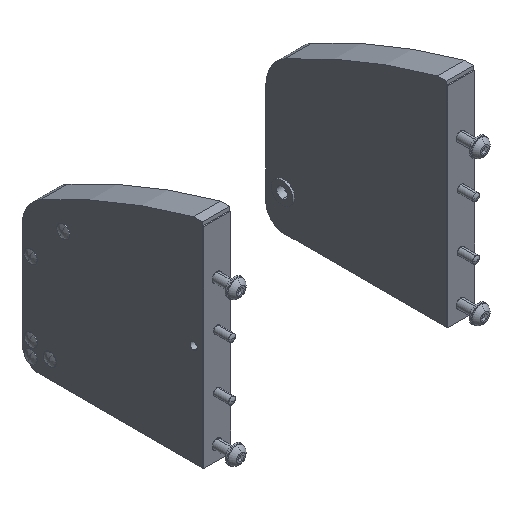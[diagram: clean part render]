
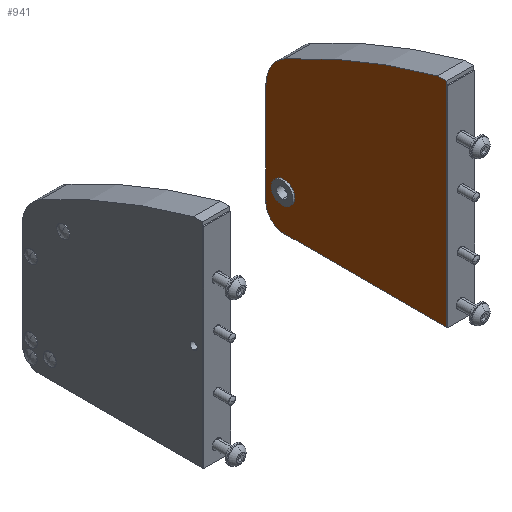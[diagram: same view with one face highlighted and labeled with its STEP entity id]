
A CAD part, isometric view. The second image highlights one B-rep face of the part: STEP entity #941.
In plain terms, the highlighted face is planar.
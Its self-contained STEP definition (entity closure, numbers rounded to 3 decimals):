
#64 = CARTESIAN_POINT ( 'NONE',  ( -85., -50.6, -7.5 ) ) ;
#101 = DIRECTION ( 'NONE',  ( 1., 0., 0. ) ) ;
#128 = CARTESIAN_POINT ( 'NONE',  ( -33.31, 50., -7.5 ) ) ;
#148 = EDGE_CURVE ( 'NONE', #3302, #4646, #962, .T. ) ;
#201 = CARTESIAN_POINT ( 'NONE',  ( 23., 40., -7.5 ) ) ;
#209 = DIRECTION ( 'NONE',  ( 0., 0., -1. ) ) ;
#211 = AXIS2_PLACEMENT_3D ( 'NONE', #4747, #3235, #3789 ) ;
#236 = VECTOR ( 'NONE', #1571, 1000. ) ;
#238 = VERTEX_POINT ( 'NONE', #128 ) ;
#417 = ORIENTED_EDGE ( 'NONE', *, *, #5824, .F. ) ;
#520 = PLANE ( 'NONE',  #5893 ) ;
#545 = ORIENTED_EDGE ( 'NONE', *, *, #3703, .F. ) ;
#619 = AXIS2_PLACEMENT_3D ( 'NONE', #1692, #209, #5627 ) ;
#670 = VECTOR ( 'NONE', #5298, 1000. ) ;
#941 = ADVANCED_FACE ( 'NONE', ( #3662, #4200 ), #520, .T. ) ;
#962 = CIRCLE ( 'NONE', #2627, 4. ) ;
#1144 = VECTOR ( 'NONE', #2751, 1000. ) ;
#1370 = CARTESIAN_POINT ( 'NONE',  ( -45., 50., -7.5 ) ) ;
#1430 = DIRECTION ( 'NONE',  ( 0., 0., -1. ) ) ;
#1433 = DIRECTION ( 'NONE',  ( -1., 0., 0. ) ) ;
#1480 = ORIENTED_EDGE ( 'NONE', *, *, #3173, .T. ) ;
#1530 = CARTESIAN_POINT ( 'NONE',  ( -45., 50., -7.5 ) ) ;
#1544 = DIRECTION ( 'NONE',  ( -1., 0., 0. ) ) ;
#1571 = DIRECTION ( 'NONE',  ( 0., -1., 0. ) ) ;
#1692 = CARTESIAN_POINT ( 'NONE',  ( 13., 40., -7.5 ) ) ;
#1710 = VECTOR ( 'NONE', #101, 1000. ) ;
#1803 = EDGE_CURVE ( 'NONE', #3963, #4013, #5385, .T. ) ;
#1892 = DIRECTION ( 'NONE',  ( 0., 0., 1. ) ) ;
#1920 = LINE ( 'NONE', #1370, #670 ) ;
#2002 = CARTESIAN_POINT ( 'NONE',  ( 13., 40., -7.5 ) ) ;
#2008 = VERTEX_POINT ( 'NONE', #2051 ) ;
#2051 = CARTESIAN_POINT ( 'NONE',  ( 33., -50., -7.5 ) ) ;
#2091 = EDGE_CURVE ( 'NONE', #6208, #5967, #5612, .T. ) ;
#2092 = LINE ( 'NONE', #3074, #1710 ) ;
#2627 = AXIS2_PLACEMENT_3D ( 'NONE', #2002, #3484, #1544 ) ;
#2751 = DIRECTION ( 'NONE',  ( 0., 1., 0. ) ) ;
#2886 = EDGE_CURVE ( 'NONE', #4646, #3302, #6322, .T. ) ;
#2895 = VERTEX_POINT ( 'NONE', #3623 ) ;
#3074 = CARTESIAN_POINT ( 'NONE',  ( -85., -50., -7.5 ) ) ;
#3112 = EDGE_LOOP ( 'NONE', ( #417, #5093, #545, #5038, #1480, #5023, #4593 ) ) ;
#3173 = EDGE_CURVE ( 'NONE', #3963, #238, #4487, .T. ) ;
#3235 = DIRECTION ( 'NONE',  ( 0., 0., -1. ) ) ;
#3250 = LINE ( 'NONE', #64, #236 ) ;
#3302 = VERTEX_POINT ( 'NONE', #3554 ) ;
#3448 = DIRECTION ( 'NONE',  ( 0., 0., -1. ) ) ;
#3484 = DIRECTION ( 'NONE',  ( 0., 0., -1. ) ) ;
#3554 = CARTESIAN_POINT ( 'NONE',  ( 17., 40., -7.5 ) ) ;
#3623 = CARTESIAN_POINT ( 'NONE',  ( -85., -50., -7.5 ) ) ;
#3662 = FACE_BOUND ( 'NONE', #5299, .T. ) ;
#3703 = EDGE_CURVE ( 'NONE', #4013, #2895, #3250, .T. ) ;
#3789 = DIRECTION ( 'NONE',  ( -1., 0., 0. ) ) ;
#3961 = DIRECTION ( 'NONE',  ( -1., 0., 0. ) ) ;
#3963 = VERTEX_POINT ( 'NONE', #4904 ) ;
#4013 = VERTEX_POINT ( 'NONE', #5535 ) ;
#4118 = EDGE_CURVE ( 'NONE', #2895, #2008, #2092, .T. ) ;
#4153 = ORIENTED_EDGE ( 'NONE', *, *, #2886, .F. ) ;
#4200 = FACE_OUTER_BOUND ( 'NONE', #3112, .T. ) ;
#4487 = CIRCLE ( 'NONE', #211, 20. ) ;
#4593 = ORIENTED_EDGE ( 'NONE', *, *, #2091, .T. ) ;
#4631 = AXIS2_PLACEMENT_3D ( 'NONE', #5382, #1892, #1433 ) ;
#4643 = CARTESIAN_POINT ( 'NONE',  ( 33., -50.6, -7.5 ) ) ;
#4646 = VERTEX_POINT ( 'NONE', #6089 ) ;
#4747 = CARTESIAN_POINT ( 'NONE',  ( -33.31, 30., -7.5 ) ) ;
#4870 = DIRECTION ( 'NONE',  ( -1., 0., 0. ) ) ;
#4904 = CARTESIAN_POINT ( 'NONE',  ( -50.884, 39.549, -7.5 ) ) ;
#4926 = LINE ( 'NONE', #4643, #1144 ) ;
#5023 = ORIENTED_EDGE ( 'NONE', *, *, #6000, .F. ) ;
#5038 = ORIENTED_EDGE ( 'NONE', *, *, #1803, .F. ) ;
#5093 = ORIENTED_EDGE ( 'NONE', *, *, #4118, .F. ) ;
#5289 = AXIS2_PLACEMENT_3D ( 'NONE', #201, #1430, #4870 ) ;
#5298 = DIRECTION ( 'NONE',  ( -1., 0., 0. ) ) ;
#5299 = EDGE_LOOP ( 'NONE', ( #4153, #5435 ) ) ;
#5382 = CARTESIAN_POINT ( 'NONE',  ( 300.581, -151.429, -7.5 ) ) ;
#5385 = CIRCLE ( 'NONE', #4631, 400. ) ;
#5435 = ORIENTED_EDGE ( 'NONE', *, *, #148, .F. ) ;
#5535 = CARTESIAN_POINT ( 'NONE',  ( -85., -45., -7.5 ) ) ;
#5612 = CIRCLE ( 'NONE', #5289, 10. ) ;
#5627 = DIRECTION ( 'NONE',  ( -1., 0., 0. ) ) ;
#5824 = EDGE_CURVE ( 'NONE', #2008, #5967, #4926, .T. ) ;
#5893 = AXIS2_PLACEMENT_3D ( 'NONE', #1530, #3448, #3961 ) ;
#5936 = CARTESIAN_POINT ( 'NONE',  ( 23., 50., -7.5 ) ) ;
#5967 = VERTEX_POINT ( 'NONE', #6251 ) ;
#6000 = EDGE_CURVE ( 'NONE', #6208, #238, #1920, .T. ) ;
#6089 = CARTESIAN_POINT ( 'NONE',  ( 9., 40., -7.5 ) ) ;
#6208 = VERTEX_POINT ( 'NONE', #5936 ) ;
#6251 = CARTESIAN_POINT ( 'NONE',  ( 33., 40., -7.5 ) ) ;
#6322 = CIRCLE ( 'NONE', #619, 4. ) ;
